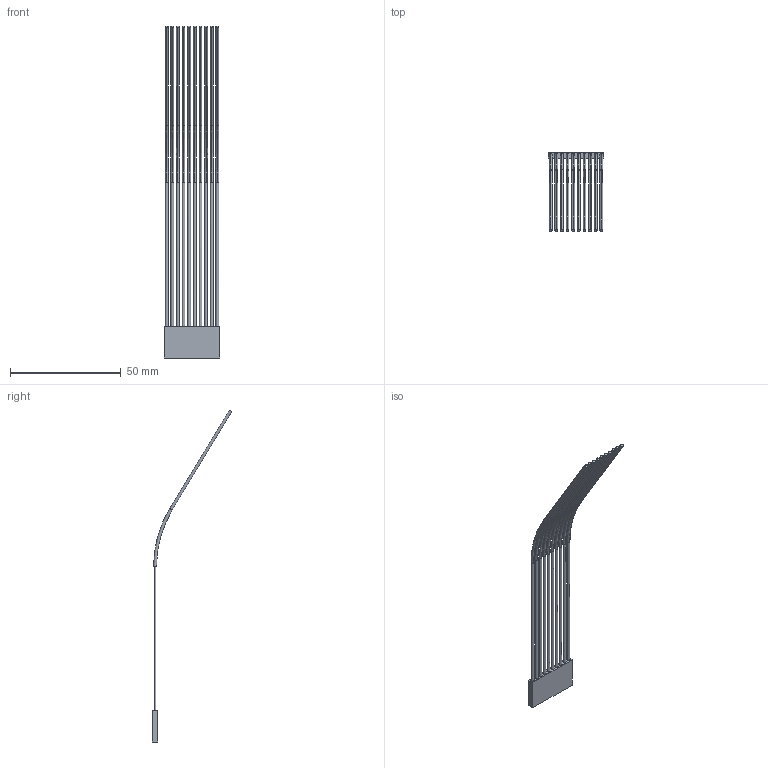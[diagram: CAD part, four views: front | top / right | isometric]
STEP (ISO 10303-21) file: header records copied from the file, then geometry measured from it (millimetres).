
FILE_DESCRIPTION (( 'STEP AP214' ), '1' );
FILE_NAME ('INGUN_43371.STEP', '2023-09-12T15:33:43', ( '' ), ( '' ), 'SwSTEP 2.0', 'SolidWorks 2021', '' );
FILE_SCHEMA (( 'AUTOMOTIVE_DESIGN' ));
Length unit declared in the file: millimetre
Products named in the file (1): INGUN_43371
Bounding box: 25.2 x 35.93 x 149.74 mm (x, y, z)
Volume: 2598.2 mm3; surface area: 7478.5 mm2
Topology: 1 solids, 1 shells, 196 faces, 692 edges, 428 vertices
Faces by surface type: plane 136, cylinder 40, torus 20
Entity records: 8934 total; most frequent: ORIENTED_EDGE 1384, CARTESIAN_POINT 1317, DIRECTION 1286, EDGE_CURVE 692, LINE 492, VECTOR 492, VERTEX_POINT 428, AXIS2_PLACEMENT_3D 397
